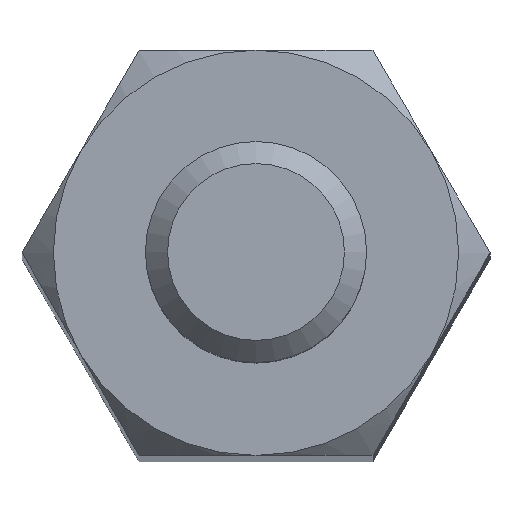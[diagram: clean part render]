
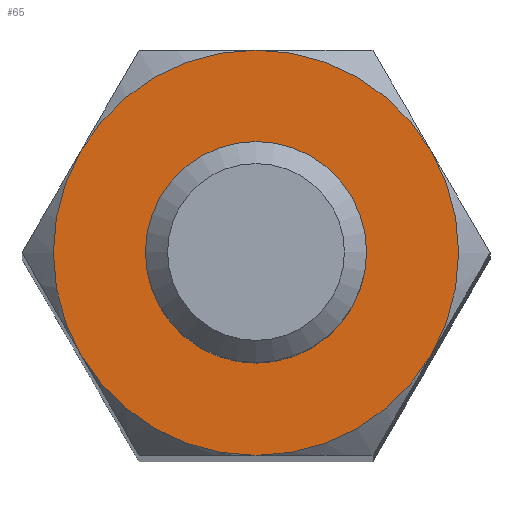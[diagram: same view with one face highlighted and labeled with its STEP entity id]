
A CAD part, top view. The second image highlights one B-rep face of the part: STEP entity #65.
In plain terms, the highlighted planar face has unit normal (0, 0, 1).
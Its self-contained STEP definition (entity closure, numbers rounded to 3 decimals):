
#65 = ADVANCED_FACE( '', ( #150, #151 ), #152, .F. );
#150 = FACE_BOUND( '', #262, .T. );
#151 = FACE_OUTER_BOUND( '', #263, .T. );
#152 = PLANE( '', #264 );
#262 = EDGE_LOOP( '', ( #392 ) );
#263 = EDGE_LOOP( '', ( #393, #394, #395, #396, #397, #398 ) );
#264 = AXIS2_PLACEMENT_3D( '', #399, #400, #401 );
#392 = ORIENTED_EDGE( '', *, *, #607, .T. );
#393 = ORIENTED_EDGE( '', *, *, #608, .T. );
#394 = ORIENTED_EDGE( '', *, *, #609, .T. );
#395 = ORIENTED_EDGE( '', *, *, #610, .T. );
#396 = ORIENTED_EDGE( '', *, *, #611, .T. );
#397 = ORIENTED_EDGE( '', *, *, #612, .T. );
#398 = ORIENTED_EDGE( '', *, *, #613, .T. );
#399 = CARTESIAN_POINT( '', ( 0., 0., 0. ) );
#400 = DIRECTION( '', ( 0., 0., -1. ) );
#401 = DIRECTION( '', ( -1., 0., 0. ) );
#607 = EDGE_CURVE( '', #709, #709, #710, .T. );
#608 = EDGE_CURVE( '', #711, #677, #712, .F. );
#609 = EDGE_CURVE( '', #677, #705, #713, .F. );
#610 = EDGE_CURVE( '', #705, #714, #715, .F. );
#611 = EDGE_CURVE( '', #714, #716, #717, .F. );
#612 = EDGE_CURVE( '', #716, #718, #719, .F. );
#613 = EDGE_CURVE( '', #718, #711, #720, .T. );
#677 = VERTEX_POINT( '', #810 );
#705 = VERTEX_POINT( '', #889 );
#709 = VERTEX_POINT( '', #907 );
#710 = CIRCLE( '', #908, 1.3 );
#711 = VERTEX_POINT( '', #909 );
#712 = CIRCLE( '', #910, 2.75 );
#713 = CIRCLE( '', #911, 2.75 );
#714 = VERTEX_POINT( '', #912 );
#715 = CIRCLE( '', #913, 2.75 );
#716 = VERTEX_POINT( '', #914 );
#717 = CIRCLE( '', #915, 2.75 );
#718 = VERTEX_POINT( '', #916 );
#719 = CIRCLE( '', #917, 2.75 );
#720 = CIRCLE( '', #918, 2.75 );
#810 = CARTESIAN_POINT( '', ( -2.382, -1.375, 0. ) );
#889 = CARTESIAN_POINT( '', ( 0., -2.75, 0. ) );
#907 = CARTESIAN_POINT( '', ( -1.3, 0., 0. ) );
#908 = AXIS2_PLACEMENT_3D( '', #1078, #1079, #1080 );
#909 = CARTESIAN_POINT( '', ( -2.382, 1.375, 0. ) );
#910 = AXIS2_PLACEMENT_3D( '', #1081, #1082, #1083 );
#911 = AXIS2_PLACEMENT_3D( '', #1084, #1085, #1086 );
#912 = CARTESIAN_POINT( '', ( 2.382, -1.375, 0. ) );
#913 = AXIS2_PLACEMENT_3D( '', #1087, #1088, #1089 );
#914 = CARTESIAN_POINT( '', ( 2.382, 1.375, 0. ) );
#915 = AXIS2_PLACEMENT_3D( '', #1090, #1091, #1092 );
#916 = CARTESIAN_POINT( '', ( 0., 2.75, 0. ) );
#917 = AXIS2_PLACEMENT_3D( '', #1093, #1094, #1095 );
#918 = AXIS2_PLACEMENT_3D( '', #1096, #1097, #1098 );
#1078 = CARTESIAN_POINT( '', ( 0., 0., 0. ) );
#1079 = DIRECTION( '', ( 0., 0., -1. ) );
#1080 = DIRECTION( '', ( -1., 0., 0. ) );
#1081 = CARTESIAN_POINT( '', ( 0., 0., 0. ) );
#1082 = DIRECTION( '', ( 0., 0., -1. ) );
#1083 = DIRECTION( '', ( -1., 0., 0. ) );
#1084 = CARTESIAN_POINT( '', ( 0., 0., 0. ) );
#1085 = DIRECTION( '', ( 0., 0., -1. ) );
#1086 = DIRECTION( '', ( -1., 0., 0. ) );
#1087 = CARTESIAN_POINT( '', ( 0., 0., 0. ) );
#1088 = DIRECTION( '', ( 0., 0., -1. ) );
#1089 = DIRECTION( '', ( -1., 0., 0. ) );
#1090 = CARTESIAN_POINT( '', ( 0., 0., 0. ) );
#1091 = DIRECTION( '', ( 0., 0., -1. ) );
#1092 = DIRECTION( '', ( -1., 0., 0. ) );
#1093 = CARTESIAN_POINT( '', ( 0., 0., 0. ) );
#1094 = DIRECTION( '', ( 0., 0., -1. ) );
#1095 = DIRECTION( '', ( -1., 0., 0. ) );
#1096 = CARTESIAN_POINT( '', ( 0., 0., 0. ) );
#1097 = DIRECTION( '', ( 0., 0., 1. ) );
#1098 = DIRECTION( '', ( 1., 0., 0. ) );
